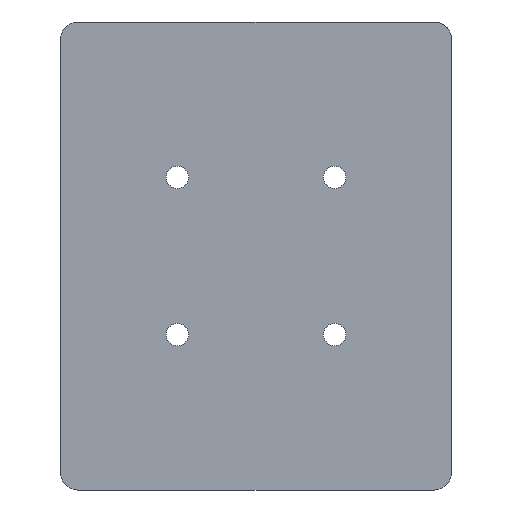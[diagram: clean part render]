
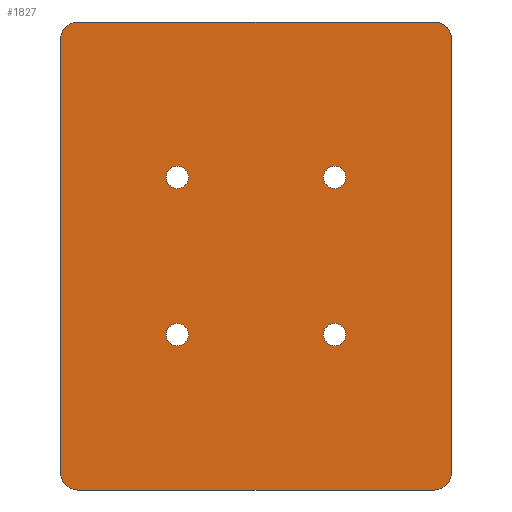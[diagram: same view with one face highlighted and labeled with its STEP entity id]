
A CAD part, front view. The second image highlights one B-rep face of the part: STEP entity #1827.
In plain terms, the highlighted planar face has unit normal (0, -1, 0).
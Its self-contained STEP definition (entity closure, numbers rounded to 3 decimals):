
#108=FACE_BOUND('',#433,.T.);
#109=FACE_BOUND('',#434,.T.);
#110=FACE_BOUND('',#435,.T.);
#111=FACE_BOUND('',#436,.T.);
#163=CIRCLE('',#1937,2.5);
#187=CIRCLE('',#1993,2.5);
#192=CIRCLE('',#2001,2.5);
#195=CIRCLE('',#2012,2.5);
#196=CIRCLE('',#2016,1.6);
#197=CIRCLE('',#2017,1.6);
#198=CIRCLE('',#2018,1.6);
#199=CIRCLE('',#2019,1.6);
#295=FACE_OUTER_BOUND('',#432,.T.);
#432=EDGE_LOOP('',(#1586,#1587,#1588,#1589,#1590,#1591,#1592,#1593));
#433=EDGE_LOOP('',(#1594));
#434=EDGE_LOOP('',(#1595));
#435=EDGE_LOOP('',(#1596));
#436=EDGE_LOOP('',(#1597));
#516=LINE('',#2752,#664);
#596=LINE('',#3174,#744);
#619=LINE('',#3233,#767);
#620=LINE('',#3235,#768);
#664=VECTOR('',#2194,10.);
#744=VECTOR('',#2458,10.);
#767=VECTOR('',#2519,10.);
#768=VECTOR('',#2522,10.);
#819=VERTEX_POINT('',#2749);
#820=VERTEX_POINT('',#2751);
#843=VERTEX_POINT('',#2842);
#905=VERTEX_POINT('',#3154);
#906=VERTEX_POINT('',#3156);
#913=VERTEX_POINT('',#3172);
#916=VERTEX_POINT('',#3182);
#930=VERTEX_POINT('',#3226);
#931=VERTEX_POINT('',#3236);
#932=VERTEX_POINT('',#3238);
#933=VERTEX_POINT('',#3240);
#934=VERTEX_POINT('',#3242);
#1003=EDGE_CURVE('',#819,#820,#516,.T.);
#1043=EDGE_CURVE('',#843,#819,#163,.T.);
#1127=EDGE_CURVE('',#905,#906,#187,.T.);
#1136=EDGE_CURVE('',#913,#905,#596,.T.);
#1140=EDGE_CURVE('',#916,#913,#192,.T.);
#1163=EDGE_CURVE('',#820,#930,#195,.T.);
#1167=EDGE_CURVE('',#930,#916,#619,.T.);
#1168=EDGE_CURVE('',#906,#843,#620,.T.);
#1169=EDGE_CURVE('',#931,#931,#196,.T.);
#1170=EDGE_CURVE('',#932,#932,#197,.T.);
#1171=EDGE_CURVE('',#933,#933,#198,.T.);
#1172=EDGE_CURVE('',#934,#934,#199,.T.);
#1586=ORIENTED_EDGE('',*,*,#1127,.F.);
#1587=ORIENTED_EDGE('',*,*,#1136,.F.);
#1588=ORIENTED_EDGE('',*,*,#1140,.F.);
#1589=ORIENTED_EDGE('',*,*,#1167,.F.);
#1590=ORIENTED_EDGE('',*,*,#1163,.F.);
#1591=ORIENTED_EDGE('',*,*,#1003,.F.);
#1592=ORIENTED_EDGE('',*,*,#1043,.F.);
#1593=ORIENTED_EDGE('',*,*,#1168,.F.);
#1594=ORIENTED_EDGE('',*,*,#1169,.F.);
#1595=ORIENTED_EDGE('',*,*,#1170,.F.);
#1596=ORIENTED_EDGE('',*,*,#1171,.F.);
#1597=ORIENTED_EDGE('',*,*,#1172,.F.);
#1731=PLANE('',#2015);
#1827=ADVANCED_FACE('',(#295,#108,#109,#110,#111),#1731,.F.);
#1937=AXIS2_PLACEMENT_3D('',#2844,#2280,#2281);
#1993=AXIS2_PLACEMENT_3D('',#3157,#2445,#2446);
#2001=AXIS2_PLACEMENT_3D('',#3183,#2469,#2470);
#2012=AXIS2_PLACEMENT_3D('',#3227,#2510,#2511);
#2015=AXIS2_PLACEMENT_3D('',#3234,#2520,#2521);
#2016=AXIS2_PLACEMENT_3D('',#3237,#2523,#2524);
#2017=AXIS2_PLACEMENT_3D('',#3239,#2525,#2526);
#2018=AXIS2_PLACEMENT_3D('',#3241,#2527,#2528);
#2019=AXIS2_PLACEMENT_3D('',#3243,#2529,#2530);
#2194=DIRECTION('',(-1.,0.,0.));
#2280=DIRECTION('center_axis',(0.,1.,0.));
#2281=DIRECTION('ref_axis',(0.707,0.,-0.707));
#2445=DIRECTION('center_axis',(0.,1.,0.));
#2446=DIRECTION('ref_axis',(0.707,0.,0.707));
#2458=DIRECTION('',(1.,0.,0.));
#2469=DIRECTION('center_axis',(0.,1.,0.));
#2470=DIRECTION('ref_axis',(-0.707,0.,0.707));
#2510=DIRECTION('center_axis',(0.,1.,0.));
#2511=DIRECTION('ref_axis',(-0.707,0.,-0.707));
#2519=DIRECTION('',(0.,0.,1.));
#2520=DIRECTION('center_axis',(0.,1.,0.));
#2521=DIRECTION('ref_axis',(1.,0.,0.));
#2522=DIRECTION('',(0.,0.,-1.));
#2523=DIRECTION('center_axis',(0.,-1.,0.));
#2524=DIRECTION('ref_axis',(1.,0.,0.));
#2525=DIRECTION('center_axis',(0.,-1.,0.));
#2526=DIRECTION('ref_axis',(1.,0.,0.));
#2527=DIRECTION('center_axis',(0.,-1.,0.));
#2528=DIRECTION('ref_axis',(1.,0.,0.));
#2529=DIRECTION('center_axis',(0.,-1.,0.));
#2530=DIRECTION('ref_axis',(1.,0.,0.));
#2749=CARTESIAN_POINT('',(25.5,0.,-33.5));
#2751=CARTESIAN_POINT('',(-25.5,0.,-33.5));
#2752=CARTESIAN_POINT('',(28.,0.,-33.5));
#2842=CARTESIAN_POINT('',(28.,0.,-31.));
#2844=CARTESIAN_POINT('Origin',(25.5,0.,-31.));
#3154=CARTESIAN_POINT('',(25.5,0.,33.5));
#3156=CARTESIAN_POINT('',(28.,0.,31.));
#3157=CARTESIAN_POINT('Origin',(25.5,0.,31.));
#3172=CARTESIAN_POINT('',(-25.5,0.,33.5));
#3174=CARTESIAN_POINT('',(-28.,0.,33.5));
#3182=CARTESIAN_POINT('',(-28.,0.,31.));
#3183=CARTESIAN_POINT('Origin',(-25.5,0.,31.));
#3226=CARTESIAN_POINT('',(-28.,0.,-31.));
#3227=CARTESIAN_POINT('Origin',(-25.5,0.,-31.));
#3233=CARTESIAN_POINT('',(-28.,0.,-33.5));
#3234=CARTESIAN_POINT('Origin',(-22.5,0.,0.));
#3235=CARTESIAN_POINT('',(28.,0.,33.5));
#3236=CARTESIAN_POINT('',(9.65,0.,11.25));
#3237=CARTESIAN_POINT('Origin',(11.25,0.,11.25));
#3238=CARTESIAN_POINT('',(-12.85,0.,11.25));
#3239=CARTESIAN_POINT('Origin',(-11.25,0.,11.25));
#3240=CARTESIAN_POINT('',(-12.85,0.,-11.25));
#3241=CARTESIAN_POINT('Origin',(-11.25,0.,-11.25));
#3242=CARTESIAN_POINT('',(9.65,0.,-11.25));
#3243=CARTESIAN_POINT('Origin',(11.25,0.,-11.25));
